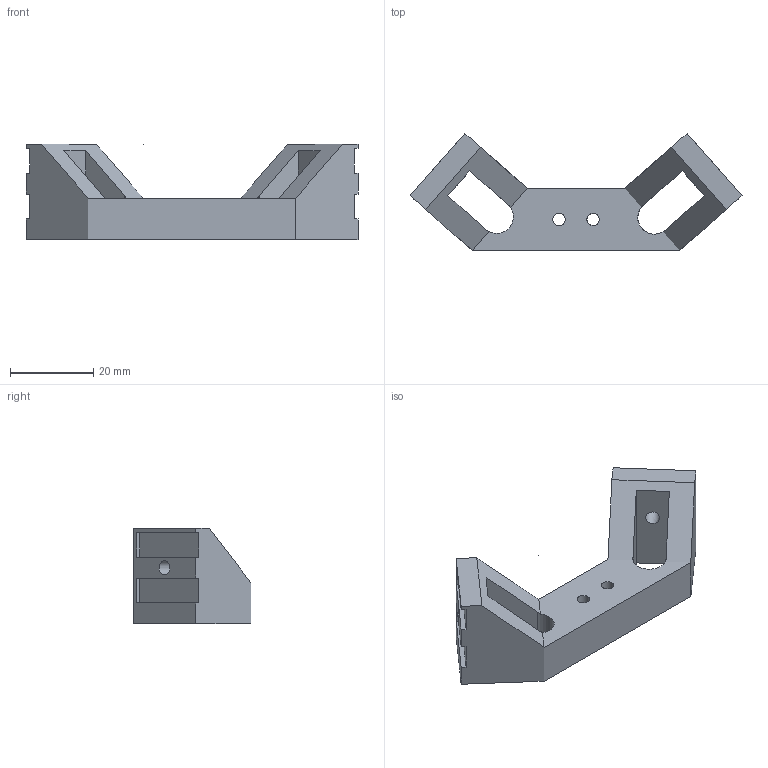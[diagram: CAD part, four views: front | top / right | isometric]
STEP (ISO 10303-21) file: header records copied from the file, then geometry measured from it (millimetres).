
FILE_DESCRIPTION(('FreeCAD Model'),'2;1');
FILE_NAME('Open CASCADE Shape Model','2022-06-21T00:19:48',('Author'),( ''),'Open CASCADE STEP processor 7.6','FreeCAD','Unknown');
FILE_SCHEMA(('AUTOMOTIVE_DESIGN { 1 0 10303 214 1 1 1 1 }'));
Length unit declared in the file: millimetre
Products named in the file (2): proto3; Body
Assembly tree (1 placements, depth 2):
  proto3
    Body
Bounding box: 80 x 28.23 x 23 mm (x, y, z)
Volume: 15522 mm3; surface area: 7280.7 mm2
Topology: 1 solids, 1 shells, 64 faces, 187 edges, 123 vertices
Faces by surface type: plane 50, cylinder 8, bspline 6
Full cylindrical faces by diameter (mm): 3 x2, 3.4 x2
Entity records: 5663 total; most frequent: CARTESIAN_POINT 1974, DIRECTION 642, LINE 465, VECTOR 465, ORIENTED_EDGE 374, PCURVE 374, DEFINITIONAL_REPRESENTATION 374, EDGE_CURVE 187
